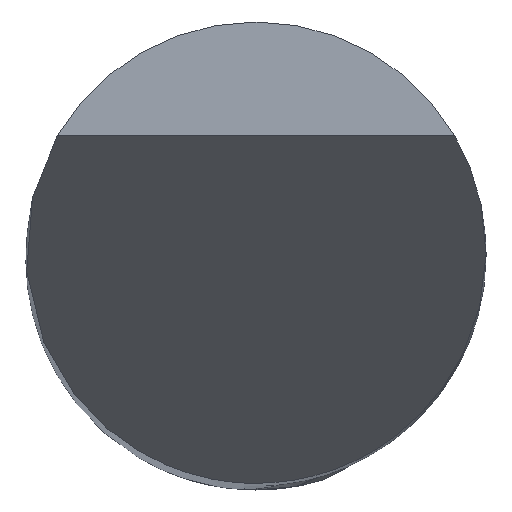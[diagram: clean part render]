
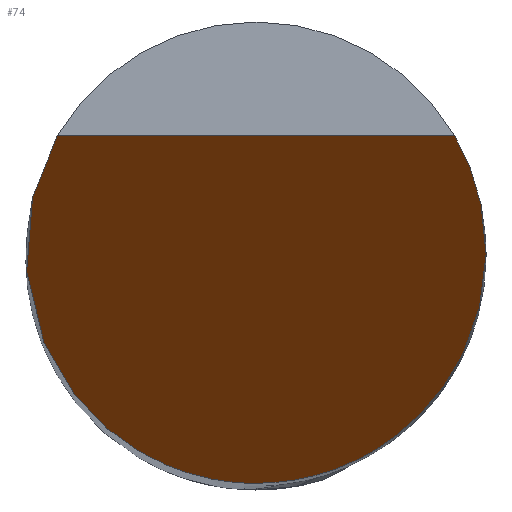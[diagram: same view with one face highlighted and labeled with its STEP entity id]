
A CAD part, top view. The second image highlights one B-rep face of the part: STEP entity #74.
In plain terms, the highlighted planar face has unit normal (0, -0.866, 0.5).
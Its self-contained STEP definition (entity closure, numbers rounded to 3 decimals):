
#49=PLANE('',#622);
#74=ADVANCED_FACE('',(#116),#49,.F.);
#116=FACE_OUTER_BOUND('',#148,.T.);
#148=EDGE_LOOP('',(#323,#324,#325));
#220=LINE('',#1034,#249);
#249=VECTOR('',#700,1.);
#323=ORIENTED_EDGE('',*,*,#484,.T.);
#324=ORIENTED_EDGE('',*,*,#509,.T.);
#325=ORIENTED_EDGE('',*,*,#517,.T.);
#433=VERTEX_POINT('',#849);
#434=VERTEX_POINT('',#854);
#450=VERTEX_POINT('',#997);
#484=EDGE_CURVE('',#434,#433,#564,.T.);
#509=EDGE_CURVE('',#433,#450,#567,.T.);
#517=EDGE_CURVE('',#450,#434,#220,.T.);
#564=(
BOUNDED_CURVE()
B_SPLINE_CURVE(3,(#850,#851,#852,#853),.UNSPECIFIED.,.F.,.F.)
B_SPLINE_CURVE_WITH_KNOTS((4,4),(0.,1.),.UNSPECIFIED.)
CURVE()
GEOMETRIC_REPRESENTATION_ITEM()
RATIONAL_B_SPLINE_CURVE((1.,0.665,0.665,1.))
REPRESENTATION_ITEM('')
);
#567=(
BOUNDED_CURVE()
B_SPLINE_CURVE(3,(#998,#999,#1000,#1001),.UNSPECIFIED.,.F.,.F.)
B_SPLINE_CURVE_WITH_KNOTS((4,4),(0.,1.),.UNSPECIFIED.)
CURVE()
GEOMETRIC_REPRESENTATION_ITEM()
RATIONAL_B_SPLINE_CURVE((1.,0.665,0.665,1.))
REPRESENTATION_ITEM('')
);
#622=AXIS2_PLACEMENT_3D('',#1036,#703,#704);
#700=DIRECTION('',(-1.,0.,0.));
#703=DIRECTION('',(0.,0.866,-0.5));
#704=DIRECTION('',(0.,0.5,0.866));
#849=CARTESIAN_POINT('',(0.,-2.,-3.464));
#850=CARTESIAN_POINT('',(-1.726,1.01,1.75));
#851=CARTESIAN_POINT('',(-2.605,-0.491,-0.85));
#852=CARTESIAN_POINT('',(-1.74,-2.,-3.464));
#853=CARTESIAN_POINT('',(0.,-2.,-3.464));
#854=CARTESIAN_POINT('',(-1.726,1.01,1.75));
#997=CARTESIAN_POINT('',(1.726,1.01,1.75));
#998=CARTESIAN_POINT('',(0.,-2.,-3.464));
#999=CARTESIAN_POINT('',(1.74,-2.,-3.464));
#1000=CARTESIAN_POINT('',(2.605,-0.491,-0.85));
#1001=CARTESIAN_POINT('',(1.726,1.01,1.75));
#1034=CARTESIAN_POINT('',(0.,1.01,1.75));
#1036=CARTESIAN_POINT('',(2.,-2.,-3.464));
